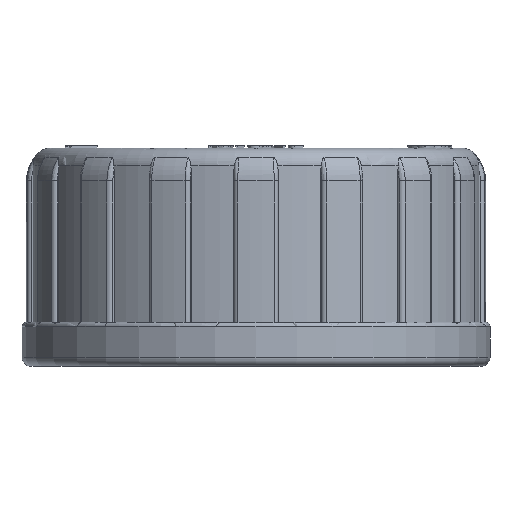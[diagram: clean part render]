
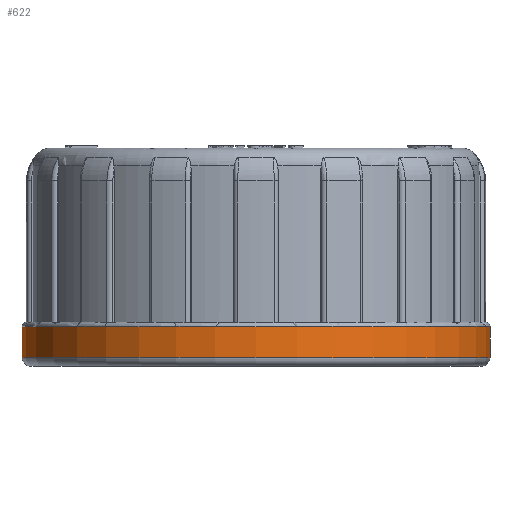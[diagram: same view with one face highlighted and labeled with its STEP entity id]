
A CAD part, front view. The second image highlights one B-rep face of the part: STEP entity #622.
In plain terms, the highlighted cylindrical face has radius 26.5 mm (diameter 53 mm), a full revolution.
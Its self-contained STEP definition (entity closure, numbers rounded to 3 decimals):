
#548=CYLINDRICAL_SURFACE('',#6879,26.5);
#622=ADVANCED_FACE('',(#2140,#2141),#548,.T.);
#1938=CIRCLE('',#6877,26.5);
#1939=CIRCLE('',#6878,26.5);
#2140=FACE_BOUND('',#2197,.T.);
#2141=FACE_BOUND('',#2198,.T.);
#2197=EDGE_LOOP('',(#2776));
#2198=EDGE_LOOP('',(#2777));
#2776=ORIENTED_EDGE('',*,*,#5455,.T.);
#2777=ORIENTED_EDGE('',*,*,#5456,.T.);
#4798=VERTEX_POINT('',#9574);
#4799=VERTEX_POINT('',#9576);
#5455=EDGE_CURVE('',#4798,#4798,#1938,.T.);
#5456=EDGE_CURVE('',#4799,#4799,#1939,.T.);
#6877=AXIS2_PLACEMENT_3D('',#9573,#7362,#7363);
#6878=AXIS2_PLACEMENT_3D('',#9575,#7364,#7365);
#6879=AXIS2_PLACEMENT_3D('',#9577,#7366,#7367);
#7362=DIRECTION('',(0.,0.,-1.));
#7363=DIRECTION('',(-1.,0.,0.));
#7364=DIRECTION('',(0.,0.,1.));
#7365=DIRECTION('',(-1.,0.,0.));
#7366=DIRECTION('',(0.,0.,1.));
#7367=DIRECTION('',(1.,0.,0.));
#9573=CARTESIAN_POINT('',(64.,68.,4.5));
#9574=CARTESIAN_POINT('',(37.5,68.,4.5));
#9575=CARTESIAN_POINT('',(64.,68.,1.));
#9576=CARTESIAN_POINT('',(37.5,68.,1.));
#9577=CARTESIAN_POINT('',(64.,68.,0.));
